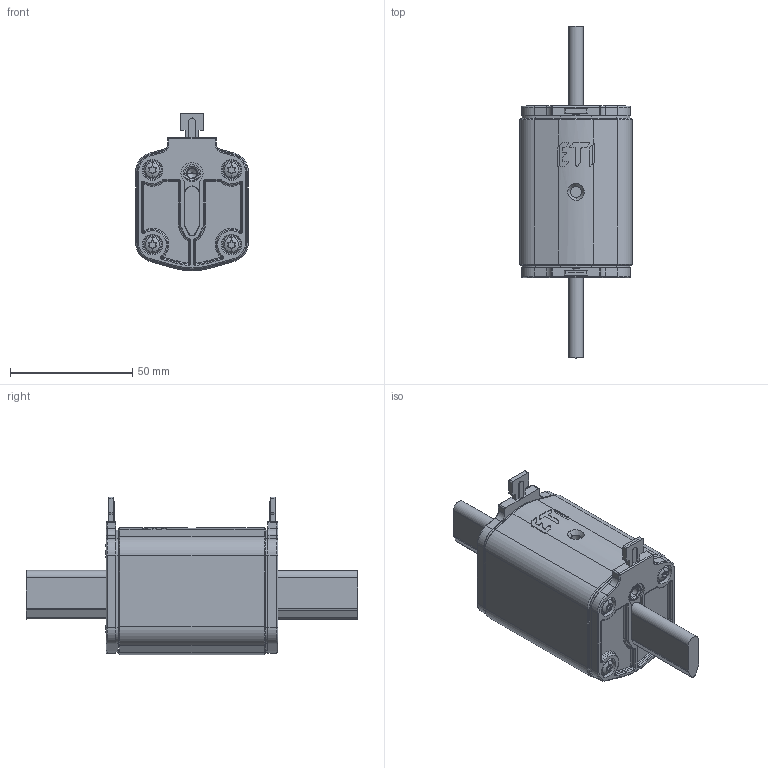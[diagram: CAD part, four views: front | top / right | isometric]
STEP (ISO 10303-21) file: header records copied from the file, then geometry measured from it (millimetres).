
FILE_DESCRIPTION((''),'2;1');
FILE_NAME('0000050848_ASM','2021-08-09T',('said.beganovic'),('Audax d.o.o.'),'CREO PARAMETRIC BY PTC INC, 2017020','CREO PARAMETRIC BY PTC INC, 2017020','');
FILE_SCHEMA(('AUTOMOTIVE_DESIGN { 1 0 10303 214 1 1 1 1 }'));
Length unit declared in the file: millimetre
Products named in the file (14): 0000029406; 0000029228; 0000029232; 0000029227_ASM; 0000030202; 0000029240; 0000029242_ASM; 0000023339; POKROV_NV1_1P; 0000047495; 0000031301; 0000002790; 0000002596_AF0; 0000050848_ASM
Assembly tree (21 placements, depth 3):
  0000050848_ASM
    0000029406
    0000029227_ASM
      0000029228
      0000029232
    0000030202
    0000029242_ASM
      0000029240
      0000029232
    0000023339
    POKROV_NV1_1P
    0000047495
    0000031301  x8
    0000002790
    0000002596_AF0
Bounding box: 46 x 135.6 x 64.48 mm (x, y, z)
Volume: 155828.4 mm3; surface area: 46441 mm2
Topology: 20 solids, 37 shells, 1341 faces, 3423 edges, 2153 vertices
Faces by surface type: cylinder 645, plane 393, torus 179, sphere 54, extrusion 33, cone 19, bspline 18
Entity records: 58501 total; most frequent: CARTESIAN_POINT 10097, DIRECTION 6364, ORIENTED_EDGE 5676, PRESENTATION_STYLE_ASSIGNMENT 4034, STYLED_ITEM 3936, CURVE_STYLE 2892, EDGE_CURVE 2859, AXIS2_PLACEMENT_3D 2462
